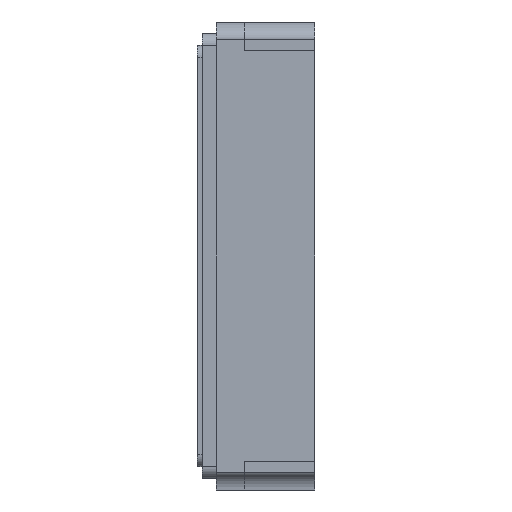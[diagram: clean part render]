
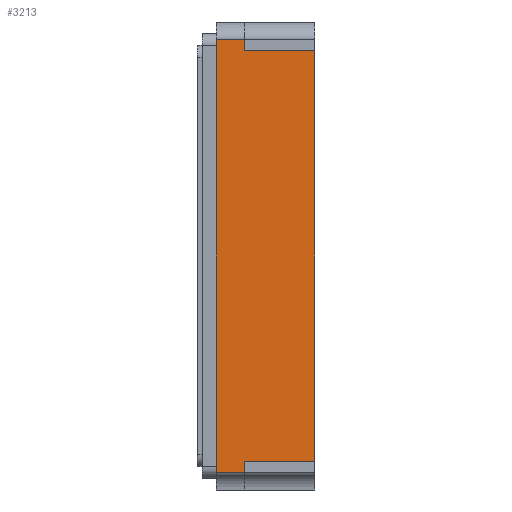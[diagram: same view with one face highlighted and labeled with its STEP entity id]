
A CAD part, left-side view. The second image highlights one B-rep face of the part: STEP entity #3213.
In plain terms, the highlighted planar face has unit normal (-1, 0, 0).
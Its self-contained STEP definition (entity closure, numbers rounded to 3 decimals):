
#86 = CARTESIAN_POINT ( 'NONE',  ( -1.25, 0.3, -0.878 ) ) ;
#186 = VERTEX_POINT ( 'NONE', #1606 ) ;
#205 = LINE ( 'NONE', #3108, #1000 ) ;
#270 = ORIENTED_EDGE ( 'NONE', *, *, #1252, .F. ) ;
#314 = CARTESIAN_POINT ( 'NONE',  ( -1.25, -0.08, -0.925 ) ) ;
#378 = VECTOR ( 'NONE', #2811, 1000. ) ;
#385 = VECTOR ( 'NONE', #3247, 1000. ) ;
#444 = EDGE_CURVE ( 'NONE', #186, #2995, #3344, .T. ) ;
#464 = EDGE_CURVE ( 'NONE', #2281, #2279, #2371, .T. ) ;
#553 = DIRECTION ( 'NONE',  ( 0., 0., -1. ) ) ;
#635 = CARTESIAN_POINT ( 'NONE',  ( -1.25, 0.42, 1. ) ) ;
#681 = VERTEX_POINT ( 'NONE', #3333 ) ;
#682 = CARTESIAN_POINT ( 'NONE',  ( -1.25, 0., 0.878 ) ) ;
#695 = VECTOR ( 'NONE', #1903, 1000. ) ;
#786 = LINE ( 'NONE', #3002, #1722 ) ;
#807 = CARTESIAN_POINT ( 'NONE',  ( -1.25, 0.3, -0.925 ) ) ;
#809 = LINE ( 'NONE', #2278, #378 ) ;
#834 = ORIENTED_EDGE ( 'NONE', *, *, #1455, .T. ) ;
#875 = CARTESIAN_POINT ( 'NONE',  ( -1.25, 0.3, 0.878 ) ) ;
#1000 = VECTOR ( 'NONE', #553, 1000. ) ;
#1014 = ORIENTED_EDGE ( 'NONE', *, *, #464, .F. ) ;
#1060 = ORIENTED_EDGE ( 'NONE', *, *, #1621, .T. ) ;
#1116 = VERTEX_POINT ( 'NONE', #682 ) ;
#1144 = DIRECTION ( 'NONE',  ( 0., 0., -1. ) ) ;
#1239 = VECTOR ( 'NONE', #1144, 1000. ) ;
#1252 = EDGE_CURVE ( 'NONE', #1439, #681, #786, .T. ) ;
#1338 = PLANE ( 'NONE',  #3118 ) ;
#1391 = CARTESIAN_POINT ( 'NONE',  ( -1.25, 0.3, 0.925 ) ) ;
#1439 = VERTEX_POINT ( 'NONE', #2782 ) ;
#1455 = EDGE_CURVE ( 'NONE', #1439, #2995, #2776, .T. ) ;
#1509 = EDGE_LOOP ( 'NONE', ( #1771, #2463, #1014, #2709, #270, #834, #1972, #1060 ) ) ;
#1575 = CARTESIAN_POINT ( 'NONE',  ( -1.25, 0., -0.878 ) ) ;
#1596 = VECTOR ( 'NONE', #3168, 1000. ) ;
#1606 = CARTESIAN_POINT ( 'NONE',  ( -1.25, 0.3, -0.878 ) ) ;
#1611 = CARTESIAN_POINT ( 'NONE',  ( -1.25, 0.3, -0.878 ) ) ;
#1621 = EDGE_CURVE ( 'NONE', #186, #2085, #1911, .T. ) ;
#1663 = DIRECTION ( 'NONE',  ( 0., 0., -1. ) ) ;
#1668 = EDGE_CURVE ( 'NONE', #2279, #1116, #3392, .T. ) ;
#1722 = VECTOR ( 'NONE', #2472, 1000. ) ;
#1771 = ORIENTED_EDGE ( 'NONE', *, *, #2874, .F. ) ;
#1874 = EDGE_CURVE ( 'NONE', #681, #2281, #809, .T. ) ;
#1903 = DIRECTION ( 'NONE',  ( 0., -1., 0. ) ) ;
#1911 = LINE ( 'NONE', #86, #2644 ) ;
#1963 = CARTESIAN_POINT ( 'NONE',  ( -1.25, 0.3, 0.925 ) ) ;
#1972 = ORIENTED_EDGE ( 'NONE', *, *, #444, .F. ) ;
#2085 = VERTEX_POINT ( 'NONE', #1575 ) ;
#2199 = DIRECTION ( 'NONE',  ( 0., -1., 0. ) ) ;
#2213 = CARTESIAN_POINT ( 'NONE',  ( -1.25, 0.3, 0.878 ) ) ;
#2278 = CARTESIAN_POINT ( 'NONE',  ( -1.25, 0.42, 0.925 ) ) ;
#2279 = VERTEX_POINT ( 'NONE', #2213 ) ;
#2281 = VERTEX_POINT ( 'NONE', #1963 ) ;
#2371 = LINE ( 'NONE', #1391, #1239 ) ;
#2457 = DIRECTION ( 'NONE',  ( 1., 0., 0. ) ) ;
#2463 = ORIENTED_EDGE ( 'NONE', *, *, #1668, .F. ) ;
#2472 = DIRECTION ( 'NONE',  ( 0., 0., 1. ) ) ;
#2644 = VECTOR ( 'NONE', #2199, 1000. ) ;
#2709 = ORIENTED_EDGE ( 'NONE', *, *, #1874, .F. ) ;
#2776 = LINE ( 'NONE', #314, #695 ) ;
#2782 = CARTESIAN_POINT ( 'NONE',  ( -1.25, 0.42, -0.925 ) ) ;
#2811 = DIRECTION ( 'NONE',  ( 0., -1., 0. ) ) ;
#2874 = EDGE_CURVE ( 'NONE', #1116, #2085, #205, .T. ) ;
#2995 = VERTEX_POINT ( 'NONE', #807 ) ;
#3002 = CARTESIAN_POINT ( 'NONE',  ( -1.25, 0.42, 1. ) ) ;
#3099 = FACE_OUTER_BOUND ( 'NONE', #1509, .T. ) ;
#3108 = CARTESIAN_POINT ( 'NONE',  ( -1.25, 0., 0. ) ) ;
#3118 = AXIS2_PLACEMENT_3D ( 'NONE', #635, #2457, #1663 ) ;
#3168 = DIRECTION ( 'NONE',  ( 0., 0., -1. ) ) ;
#3213 = ADVANCED_FACE ( 'NONE', ( #3099 ), #1338, .F. ) ;
#3247 = DIRECTION ( 'NONE',  ( 0., -1., 0. ) ) ;
#3333 = CARTESIAN_POINT ( 'NONE',  ( -1.25, 0.42, 0.925 ) ) ;
#3344 = LINE ( 'NONE', #1611, #1596 ) ;
#3392 = LINE ( 'NONE', #875, #385 ) ;
